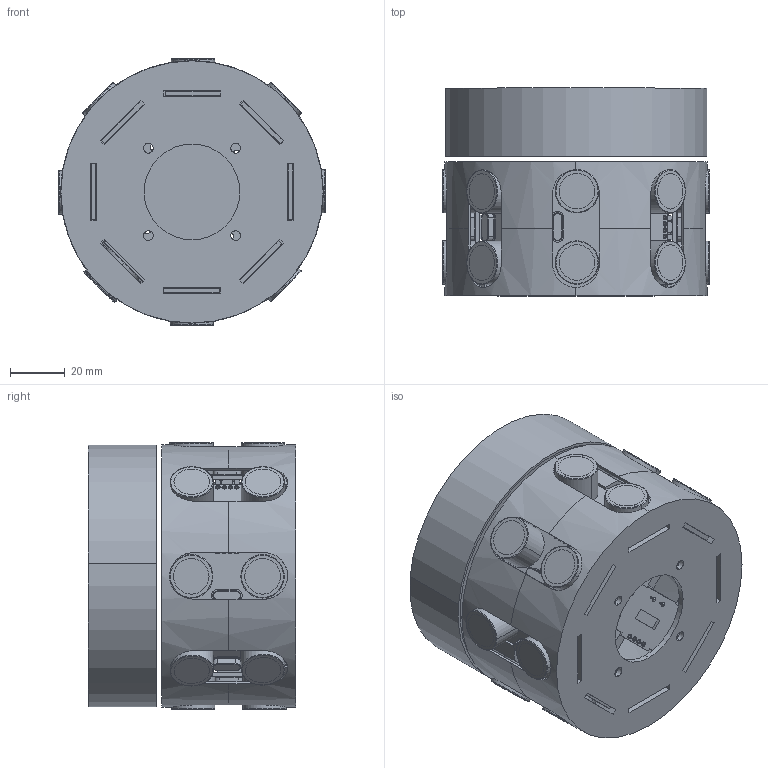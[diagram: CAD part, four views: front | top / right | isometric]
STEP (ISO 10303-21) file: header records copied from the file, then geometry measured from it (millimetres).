
FILE_DESCRIPTION (( 'STEP AP214' ), '1' );
FILE_NAME ('Assemblage Moyen de Détection Ultrason Support V2.STEP', '2024-10-24T19:41:03', ( '' ), ( '' ), 'SwSTEP 2.0', 'SolidWorks 2021', '' );
FILE_SCHEMA (( 'AUTOMOTIVE_DESIGN' ));
Length unit declared in the file: millimetre
Products named in the file (5): Assemblage Moyen de Détection Ultrason Support V2; Support pour Détection Ultrason x8; Support pour Détection Ultrason x8 dessus ; User Library-ultra-son HC-SR04; Pièce1
Assembly tree (11 placements, depth 2):
  Assemblage Moyen de Détection Ultrason Support V2
    User Library-ultra-son HC-SR04  x8
    Support pour Détection Ultrason x8 dessus 
    Support pour Détection Ultrason x8
    Pièce1
Bounding box: 97.66 x 76 x 97.69 mm (x, y, z)
Volume: 124158.7 mm3; surface area: 107342.3 mm2
Topology: 11 solids, 11 shells, 1568 faces, 3763 edges, 2455 vertices
Faces by surface type: plane 752, cylinder 664, torus 152
Entity records: 20349 total; most frequent: CARTESIAN_POINT 4451, ORIENTED_EDGE 2976, DIRECTION 2833, EDGE_CURVE 1488, LINE 1155, VECTOR 1155, VERTEX_POINT 985, AXIS2_PLACEMENT_3D 839
